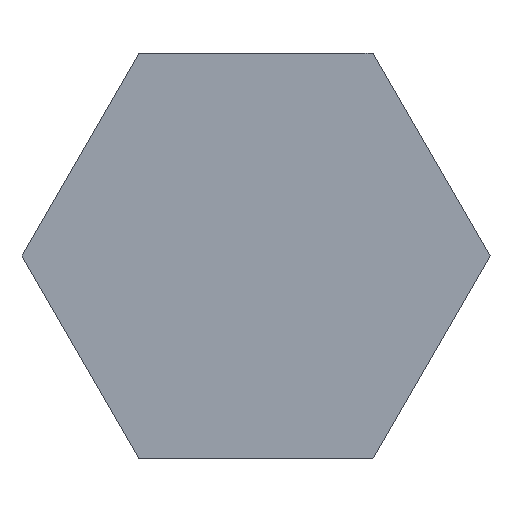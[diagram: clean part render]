
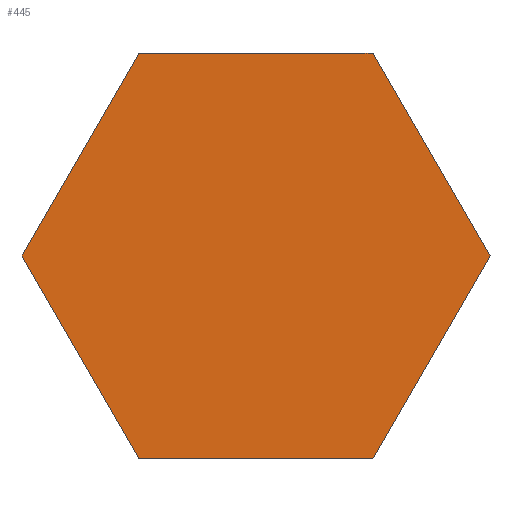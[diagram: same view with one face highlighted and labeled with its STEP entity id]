
A CAD part, front view. The second image highlights one B-rep face of the part: STEP entity #445.
In plain terms, the highlighted planar face has unit normal (0, -1, 0).
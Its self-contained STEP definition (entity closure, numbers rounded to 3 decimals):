
#18 = EDGE_CURVE ( 'NONE', #1724, #1057, #1904, .T. ) ;
#220 = CARTESIAN_POINT ( 'NONE',  ( -3.811, 0., 6.6 ) ) ;
#222 = ORIENTED_EDGE ( 'NONE', *, *, #496, .F. ) ;
#236 = PLANE ( 'NONE',  #661 ) ;
#274 = DIRECTION ( 'NONE',  ( -0.5, 0., 0.866 ) ) ;
#339 = LINE ( 'NONE', #1633, #1791 ) ;
#434 = DIRECTION ( 'NONE',  ( 1., 0., 0. ) ) ;
#445 = ADVANCED_FACE ( 'NONE', ( #2019 ), #236, .F. ) ;
#476 = DIRECTION ( 'NONE',  ( 0.5, 0., 0.866 ) ) ;
#496 = EDGE_CURVE ( 'NONE', #1185, #1149, #740, .T. ) ;
#532 = ORIENTED_EDGE ( 'NONE', *, *, #1360, .F. ) ;
#570 = LINE ( 'NONE', #1525, #992 ) ;
#609 = CARTESIAN_POINT ( 'NONE',  ( -7.621, 0., 0. ) ) ;
#661 = AXIS2_PLACEMENT_3D ( 'NONE', #1384, #1519, #1509 ) ;
#678 = CARTESIAN_POINT ( 'NONE',  ( -3.811, 0., -6.6 ) ) ;
#692 = DIRECTION ( 'NONE',  ( 0.5, 0., -0.866 ) ) ;
#740 = LINE ( 'NONE', #1183, #1553 ) ;
#859 = VECTOR ( 'NONE', #476, 1000. ) ;
#992 = VECTOR ( 'NONE', #434, 1000. ) ;
#1028 = EDGE_CURVE ( 'NONE', #1624, #1185, #339, .T. ) ;
#1030 = ORIENTED_EDGE ( 'NONE', *, *, #1233, .F. ) ;
#1057 = VERTEX_POINT ( 'NONE', #220 ) ;
#1149 = VERTEX_POINT ( 'NONE', #1655 ) ;
#1155 = VECTOR ( 'NONE', #1738, 1000. ) ;
#1183 = CARTESIAN_POINT ( 'NONE',  ( 7.621, 0., 0. ) ) ;
#1185 = VERTEX_POINT ( 'NONE', #1190 ) ;
#1190 = CARTESIAN_POINT ( 'NONE',  ( 7.621, 0., 0. ) ) ;
#1225 = DIRECTION ( 'NONE',  ( -0.5, 0., -0.866 ) ) ;
#1233 = EDGE_CURVE ( 'NONE', #1057, #1624, #570, .T. ) ;
#1259 = CARTESIAN_POINT ( 'NONE',  ( -3.811, 0., -6.6 ) ) ;
#1262 = LINE ( 'NONE', #1902, #1155 ) ;
#1340 = ORIENTED_EDGE ( 'NONE', *, *, #18, .F. ) ;
#1360 = EDGE_CURVE ( 'NONE', #1149, #1768, #1262, .T. ) ;
#1376 = EDGE_LOOP ( 'NONE', ( #1340, #1978, #532, #222, #2000, #1030 ) ) ;
#1384 = CARTESIAN_POINT ( 'NONE',  ( 0., 0., 0. ) ) ;
#1509 = DIRECTION ( 'NONE',  ( 0., 0., 1. ) ) ;
#1519 = DIRECTION ( 'NONE',  ( 0., 1., 0. ) ) ;
#1525 = CARTESIAN_POINT ( 'NONE',  ( -3.811, 0., 6.6 ) ) ;
#1553 = VECTOR ( 'NONE', #1225, 1000. ) ;
#1578 = LINE ( 'NONE', #1259, #1653 ) ;
#1624 = VERTEX_POINT ( 'NONE', #1962 ) ;
#1633 = CARTESIAN_POINT ( 'NONE',  ( 3.811, 0., 6.6 ) ) ;
#1653 = VECTOR ( 'NONE', #274, 1000. ) ;
#1655 = CARTESIAN_POINT ( 'NONE',  ( 3.811, 0., -6.6 ) ) ;
#1661 = EDGE_CURVE ( 'NONE', #1768, #1724, #1578, .T. ) ;
#1724 = VERTEX_POINT ( 'NONE', #609 ) ;
#1738 = DIRECTION ( 'NONE',  ( -1., 0., 0. ) ) ;
#1768 = VERTEX_POINT ( 'NONE', #678 ) ;
#1791 = VECTOR ( 'NONE', #692, 1000. ) ;
#1902 = CARTESIAN_POINT ( 'NONE',  ( 3.811, 0., -6.6 ) ) ;
#1904 = LINE ( 'NONE', #2037, #859 ) ;
#1962 = CARTESIAN_POINT ( 'NONE',  ( 3.811, 0., 6.6 ) ) ;
#1978 = ORIENTED_EDGE ( 'NONE', *, *, #1661, .F. ) ;
#2000 = ORIENTED_EDGE ( 'NONE', *, *, #1028, .F. ) ;
#2019 = FACE_OUTER_BOUND ( 'NONE', #1376, .T. ) ;
#2037 = CARTESIAN_POINT ( 'NONE',  ( -7.621, 0., 0. ) ) ;
